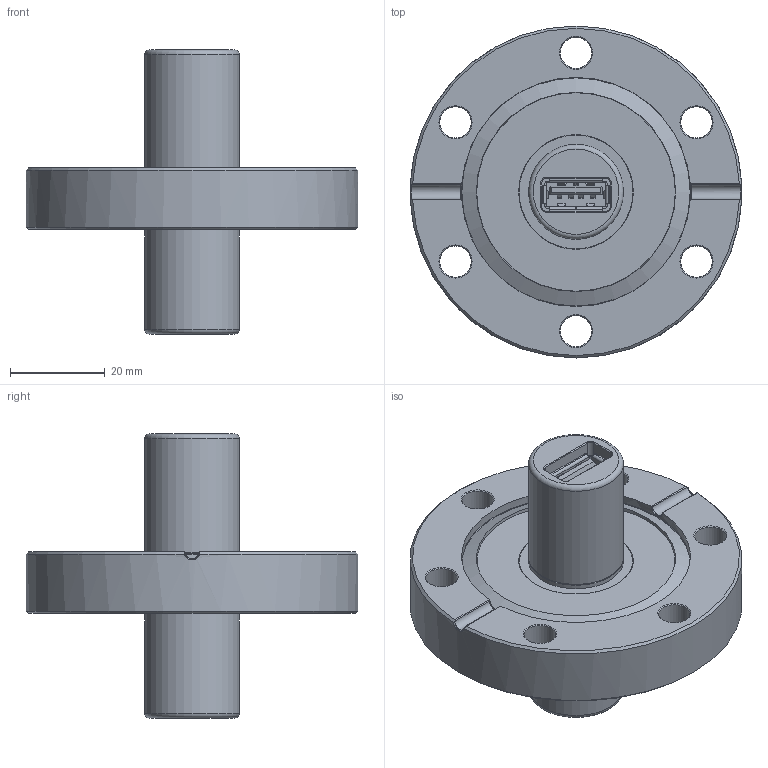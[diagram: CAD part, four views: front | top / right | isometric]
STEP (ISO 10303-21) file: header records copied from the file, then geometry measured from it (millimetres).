
FILE_DESCRIPTION (( 'STEP AP214' ), '1' );
FILE_NAME ('俋楷耀倰-C-CF40-1USB3.STEP', '2025-10-15T07:56:23', ( '' ), ( '' ), 'SwSTEP 2.0', 'SolidWorks 2020', '' );
FILE_SCHEMA (( 'AUTOMOTIVE_DESIGN' ));
Length unit declared in the file: millimetre
Products named in the file (9): SHD-USB3-H288.STEP; USB3.0____+PCB______.STEP; 俋楷耀倰-D24-0905-0216-L7.STEP; FL-C-CF40-D24; 484080003.STEP; SHD-USB3-H262.STEP; USB3.0____+PCB______-1.STEP; FL-D24-0905-0216-L7.STEP; 俋楷耀倰-C-CF40-1USB3
Assembly tree (9 placements, depth 4):
  俋楷耀倰-C-CF40-1USB3
    FL-C-CF40-D24
    俋楷耀倰-D24-0905-0216-L7.STEP
      USB3.0____+PCB______.STEP
        484080003.STEP
      USB3.0____+PCB______-1.STEP
        484080003.STEP
      FL-D24-0905-0216-L7.STEP
      SHD-USB3-H288.STEP
      SHD-USB3-H262.STEP
Bounding box: 70 x 70 x 59.9 mm (x, y, z)
Volume: 47933.8 mm3; surface area: 23523.8 mm2
Topology: 6 solids, 6 shells, 1386 faces, 3758 edges, 2449 vertices
Faces by surface type: plane 846, cylinder 400, bspline 94, cone 43, torus 3
Full cylindrical faces by diameter (mm): 6.6 x6, 17.6 x2, 19 x4, 20 x4, 24 x2, 48.3 x1, 70 x1
Entity records: 27864 total; most frequent: CARTESIAN_POINT 8278, ORIENTED_EDGE 4140, DIRECTION 3689, EDGE_CURVE 2070, LINE 1433, VECTOR 1433, VERTEX_POINT 1394, AXIS2_PLACEMENT_3D 1128
